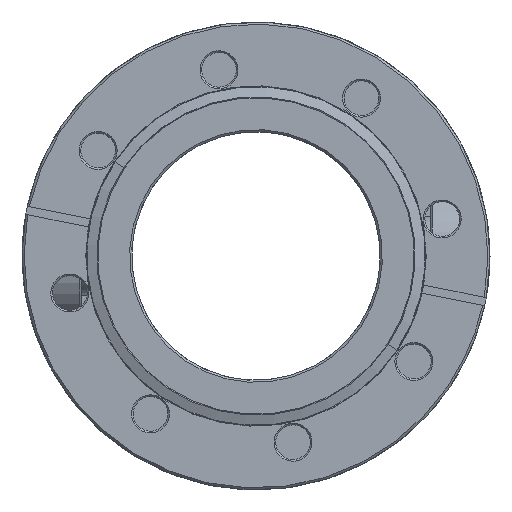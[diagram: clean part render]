
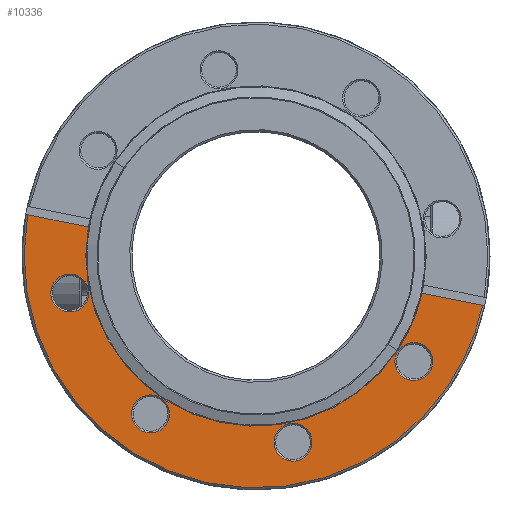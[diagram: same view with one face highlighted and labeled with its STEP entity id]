
A CAD part, left-side view. The second image highlights one B-rep face of the part: STEP entity #10336.
In plain terms, the highlighted face is planar.
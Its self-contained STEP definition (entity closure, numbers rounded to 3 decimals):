
#40 = EDGE_CURVE ( 'NONE', #9037, #9036, #1824, .T. ) ;
#47 = EDGE_CURVE ( 'NONE', #9072, #9068, #1834, .T. ) ;
#55 = EDGE_CURVE ( 'NONE', #9049, #9069, #1846, .T. ) ;
#56 = EDGE_CURVE ( 'NONE', #9059, #8995, #1849, .T. ) ;
#449 = AXIS2_PLACEMENT_3D ( 'NONE', #9647, #9648, #9649 ) ;
#453 = AXIS2_PLACEMENT_3D ( 'NONE', #9667, #9668, #9669 ) ;
#457 = AXIS2_PLACEMENT_3D ( 'NONE', #9687, #9688, #9689 ) ;
#639 = EDGE_LOOP ( 'NONE', ( #1232, #1233, #1234, #1235, #1236, #1237 ) ) ;
#640 = EDGE_LOOP ( 'NONE', ( #1230, #1231 ) ) ;
#642 = EDGE_LOOP ( 'NONE', ( #1226, #1227 ) ) ;
#643 = EDGE_LOOP ( 'NONE', ( #1224, #1225 ) ) ;
#645 = EDGE_LOOP ( 'NONE', ( #1228, #1229 ) ) ;
#1224 = ORIENTED_EDGE ( 'NONE', *, *, #55, .T. ) ;
#1225 = ORIENTED_EDGE ( 'NONE', *, *, #10132, .T. ) ;
#1226 = ORIENTED_EDGE ( 'NONE', *, *, #47, .T. ) ;
#1227 = ORIENTED_EDGE ( 'NONE', *, *, #10135, .T. ) ;
#1228 = ORIENTED_EDGE ( 'NONE', *, *, #40, .T. ) ;
#1229 = ORIENTED_EDGE ( 'NONE', *, *, #10133, .T. ) ;
#1230 = ORIENTED_EDGE ( 'NONE', *, *, #9898, .T. ) ;
#1231 = ORIENTED_EDGE ( 'NONE', *, *, #9889, .T. ) ;
#1232 = ORIENTED_EDGE ( 'NONE', *, *, #10142, .T. ) ;
#1233 = ORIENTED_EDGE ( 'NONE', *, *, #10180, .T. ) ;
#1234 = ORIENTED_EDGE ( 'NONE', *, *, #9890, .F. ) ;
#1235 = ORIENTED_EDGE ( 'NONE', *, *, #10176, .T. ) ;
#1236 = ORIENTED_EDGE ( 'NONE', *, *, #10136, .T. ) ;
#1237 = ORIENTED_EDGE ( 'NONE', *, *, #56, .F. ) ;
#1824 = CIRCLE ( 'NONE', #449, 4.6 ) ;
#1834 = CIRCLE ( 'NONE', #453, 4.6 ) ;
#1846 = CIRCLE ( 'NONE', #457, 4.6 ) ;
#1849 = LINE ( 'NONE', #9686, #1853 ) ;
#1853 = VECTOR ( 'NONE', #9685, 1000. ) ;
#2376 = LINE ( 'NONE', #5030, #2379 ) ;
#2379 = VECTOR ( 'NONE', #5029, 1000. ) ;
#2380 = CIRCLE ( 'NONE', #3940, 4.6 ) ;
#2386 = CIRCLE ( 'NONE', #3944, 4.6 ) ;
#2706 = CIRCLE ( 'NONE', #4093, 4.6 ) ;
#2711 = CIRCLE ( 'NONE', #4091, 4.6 ) ;
#2712 = CIRCLE ( 'NONE', #4092, 4.6 ) ;
#2716 = CIRCLE ( 'NONE', #4094, 56.25 ) ;
#2724 = CIRCLE ( 'NONE', #4097, 41.275 ) ;
#3940 = AXIS2_PLACEMENT_3D ( 'NONE', #5031, #5032, #5033 ) ;
#3944 = AXIS2_PLACEMENT_3D ( 'NONE', #5053, #5054, #5055 ) ;
#4091 = AXIS2_PLACEMENT_3D ( 'NONE', #5676, #5677, #5678 ) ;
#4092 = AXIS2_PLACEMENT_3D ( 'NONE', #5680, #5681, #5682 ) ;
#4093 = AXIS2_PLACEMENT_3D ( 'NONE', #5683, #5684, #5685 ) ;
#4094 = AXIS2_PLACEMENT_3D ( 'NONE', #5686, #5687, #5688 ) ;
#4097 = AXIS2_PLACEMENT_3D ( 'NONE', #5702, #5703, #5704 ) ;
#4106 = AXIS2_PLACEMENT_3D ( 'NONE', #5781, #5782, #5783 ) ;
#4109 = AXIS2_PLACEMENT_3D ( 'NONE', #5794, #5795, #5796 ) ;
#4789 = CARTESIAN_POINT ( 'NONE',  ( -20.599, 0., -52.343 ) ) ;
#4817 = CARTESIAN_POINT ( 'NONE',  ( 32.562, 0., 37.162 ) ) ;
#4818 = CARTESIAN_POINT ( 'NONE',  ( 32.562, 0., 27.962 ) ) ;
#4821 = CARTESIAN_POINT ( 'NONE',  ( 0., 0., -41.275 ) ) ;
#4829 = CARTESIAN_POINT ( 'NONE',  ( 0., 0., -50.65 ) ) ;
#4830 = CARTESIAN_POINT ( 'NONE',  ( 0., 0., -41.45 ) ) ;
#4842 = CARTESIAN_POINT ( 'NONE',  ( 46.05, 0., 4.6 ) ) ;
#4852 = CARTESIAN_POINT ( 'NONE',  ( -14.867, 0., -38.505 ) ) ;
#4861 = CARTESIAN_POINT ( 'NONE',  ( 32.562, 0., -37.162 ) ) ;
#4862 = CARTESIAN_POINT ( 'NONE',  ( 46.05, 0., -4.6 ) ) ;
#4865 = CARTESIAN_POINT ( 'NONE',  ( 32.562, 0., -27.962 ) ) ;
#4874 = CARTESIAN_POINT ( 'NONE',  ( 0., 0., -56.25 ) ) ;
#4877 = CARTESIAN_POINT ( 'NONE',  ( 22.446, 0., 51.577 ) ) ;
#4885 = CARTESIAN_POINT ( 'NONE',  ( 16.714, 0., 37.739 ) ) ;
#5029 = DIRECTION ( 'NONE',  ( -0.383, 0., -0.924 ) ) ;
#5030 = CARTESIAN_POINT ( 'NONE',  ( 16.611, 0., 37.49 ) ) ;
#5031 = CARTESIAN_POINT ( 'NONE',  ( 32.562, 0., 32.562 ) ) ;
#5032 = DIRECTION ( 'NONE',  ( 0., -1., 0. ) ) ;
#5033 = DIRECTION ( 'NONE',  ( 0., 0., -1. ) ) ;
#5053 = CARTESIAN_POINT ( 'NONE',  ( 32.562, 0., 32.562 ) ) ;
#5054 = DIRECTION ( 'NONE',  ( 0., -1., 0. ) ) ;
#5055 = DIRECTION ( 'NONE',  ( 0., 0., -1. ) ) ;
#5676 = CARTESIAN_POINT ( 'NONE',  ( 46.05, 0., 0. ) ) ;
#5677 = DIRECTION ( 'NONE',  ( 0., -1., 0. ) ) ;
#5678 = DIRECTION ( 'NONE',  ( 0., 0., -1. ) ) ;
#5680 = CARTESIAN_POINT ( 'NONE',  ( 0., 0., -46.05 ) ) ;
#5681 = DIRECTION ( 'NONE',  ( 0., -1., 0. ) ) ;
#5682 = DIRECTION ( 'NONE',  ( 0., 0., -1. ) ) ;
#5683 = CARTESIAN_POINT ( 'NONE',  ( 32.562, 0., -32.562 ) ) ;
#5684 = DIRECTION ( 'NONE',  ( 0., -1., 0. ) ) ;
#5685 = DIRECTION ( 'NONE',  ( 0., 0., -1. ) ) ;
#5686 = CARTESIAN_POINT ( 'NONE',  ( 0., 0., 0. ) ) ;
#5687 = DIRECTION ( 'NONE',  ( 0., 1., 0. ) ) ;
#5688 = DIRECTION ( 'NONE',  ( 0., 0., -1. ) ) ;
#5702 = CARTESIAN_POINT ( 'NONE',  ( 0., 0., 0. ) ) ;
#5703 = DIRECTION ( 'NONE',  ( 0., -1., 0. ) ) ;
#5704 = DIRECTION ( 'NONE',  ( 0., 0., -1. ) ) ;
#5781 = CARTESIAN_POINT ( 'NONE',  ( 0., 0., 0. ) ) ;
#5782 = DIRECTION ( 'NONE',  ( 0., 1., 0. ) ) ;
#5783 = DIRECTION ( 'NONE',  ( 0., 0., -1. ) ) ;
#5794 = CARTESIAN_POINT ( 'NONE',  ( 0., 0., 0. ) ) ;
#5795 = DIRECTION ( 'NONE',  ( 0., -1., 0. ) ) ;
#5796 = DIRECTION ( 'NONE',  ( 0., 0., -1. ) ) ;
#5969 = CIRCLE ( 'NONE', #4106, 56.25 ) ;
#5974 = CIRCLE ( 'NONE', #4109, 41.275 ) ;
#6296 = FACE_BOUND ( 'NONE', #640, .T. ) ;
#6297 = FACE_OUTER_BOUND ( 'NONE', #639, .T. ) ;
#6298 = FACE_BOUND ( 'NONE', #645, .T. ) ;
#6299 = FACE_BOUND ( 'NONE', #643, .T. ) ;
#6301 = FACE_BOUND ( 'NONE', #642, .T. ) ;
#7021 = DIRECTION ( 'NONE',  ( 0., -1., 0. ) ) ;
#7022 = PLANE ( 'NONE',  #7246 ) ;
#7024 = CARTESIAN_POINT ( 'NONE',  ( -56.75, 0., 0. ) ) ;
#7026 = DIRECTION ( 'NONE',  ( 0., 0., -1. ) ) ;
#7246 = AXIS2_PLACEMENT_3D ( 'NONE', #7024, #7021, #7026 ) ;
#8995 = VERTEX_POINT ( 'NONE', #4789 ) ;
#9024 = VERTEX_POINT ( 'NONE', #4817 ) ;
#9025 = VERTEX_POINT ( 'NONE', #4818 ) ;
#9028 = VERTEX_POINT ( 'NONE', #4821 ) ;
#9036 = VERTEX_POINT ( 'NONE', #4829 ) ;
#9037 = VERTEX_POINT ( 'NONE', #4830 ) ;
#9049 = VERTEX_POINT ( 'NONE', #4842 ) ;
#9059 = VERTEX_POINT ( 'NONE', #4852 ) ;
#9068 = VERTEX_POINT ( 'NONE', #4861 ) ;
#9069 = VERTEX_POINT ( 'NONE', #4862 ) ;
#9072 = VERTEX_POINT ( 'NONE', #4865 ) ;
#9081 = VERTEX_POINT ( 'NONE', #4874 ) ;
#9084 = VERTEX_POINT ( 'NONE', #4877 ) ;
#9092 = VERTEX_POINT ( 'NONE', #4885 ) ;
#9647 = CARTESIAN_POINT ( 'NONE',  ( 0., 0., -46.05 ) ) ;
#9648 = DIRECTION ( 'NONE',  ( 0., -1., 0. ) ) ;
#9649 = DIRECTION ( 'NONE',  ( 0., 0., -1. ) ) ;
#9667 = CARTESIAN_POINT ( 'NONE',  ( 32.562, 0., -32.562 ) ) ;
#9668 = DIRECTION ( 'NONE',  ( 0., -1., 0. ) ) ;
#9669 = DIRECTION ( 'NONE',  ( 0., 0., -1. ) ) ;
#9685 = DIRECTION ( 'NONE',  ( -0.383, 0., -0.924 ) ) ;
#9686 = CARTESIAN_POINT ( 'NONE',  ( -14.763, 0., -38.255 ) ) ;
#9687 = CARTESIAN_POINT ( 'NONE',  ( 46.05, 0., 0. ) ) ;
#9688 = DIRECTION ( 'NONE',  ( 0., -1., 0. ) ) ;
#9689 = DIRECTION ( 'NONE',  ( 0., 0., -1. ) ) ;
#9889 = EDGE_CURVE ( 'NONE', #9025, #9024, #2380, .T. ) ;
#9890 = EDGE_CURVE ( 'NONE', #9084, #9092, #2376, .T. ) ;
#9898 = EDGE_CURVE ( 'NONE', #9024, #9025, #2386, .T. ) ;
#10132 = EDGE_CURVE ( 'NONE', #9069, #9049, #2711, .T. ) ;
#10133 = EDGE_CURVE ( 'NONE', #9036, #9037, #2712, .T. ) ;
#10135 = EDGE_CURVE ( 'NONE', #9068, #9072, #2706, .T. ) ;
#10136 = EDGE_CURVE ( 'NONE', #9081, #8995, #2716, .T. ) ;
#10142 = EDGE_CURVE ( 'NONE', #9059, #9028, #2724, .T. ) ;
#10176 = EDGE_CURVE ( 'NONE', #9084, #9081, #5969, .T. ) ;
#10180 = EDGE_CURVE ( 'NONE', #9028, #9092, #5974, .T. ) ;
#10336 = ADVANCED_FACE ( 'NONE', ( #6299, #6301, #6298, #6296, #6297 ), #7022, .F. ) ;
